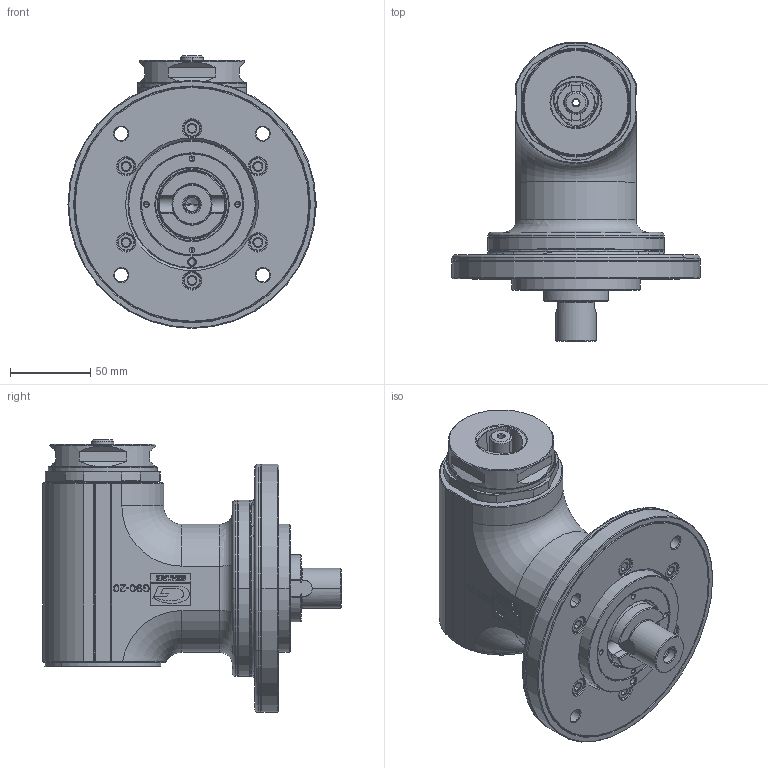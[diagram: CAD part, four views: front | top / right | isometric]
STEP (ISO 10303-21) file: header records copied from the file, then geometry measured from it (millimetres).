
FILE_DESCRIPTION((''),'2;1');
FILE_NAME('9G9020001_C4','2024-01-16T17:16:51',('gregorio.algeri'),(''),'CREO PARAMETRIC BY PTC INC, 2022244','CREO PARAMETRIC BY PTC INC, 2022244','');
FILE_SCHEMA(('CONFIG_CONTROL_DESIGN'));
Length unit declared in the file: millimetre
Products named in the file (1): 9G9020001_C4
Bounding box: 155 x 186.5 x 170.47 mm (x, y, z)
Volume: 911750.4 mm3; surface area: 201338.1 mm2
Topology: 3 solids, 4 shells, 1314 faces, 3208 edges, 2008 vertices
Faces by surface type: plane 622, cone 326, cylinder 259, extrusion 48, torus 37, bspline 22
Entity records: 46216 total; most frequent: CARTESIAN_POINT 15403, ORIENTED_EDGE 6388, DIRECTION 6277, EDGE_CURVE 3194, AXIS2_PLACEMENT_3D 2185, VERTEX_POINT 2008, VECTOR 1907, LINE 1859
